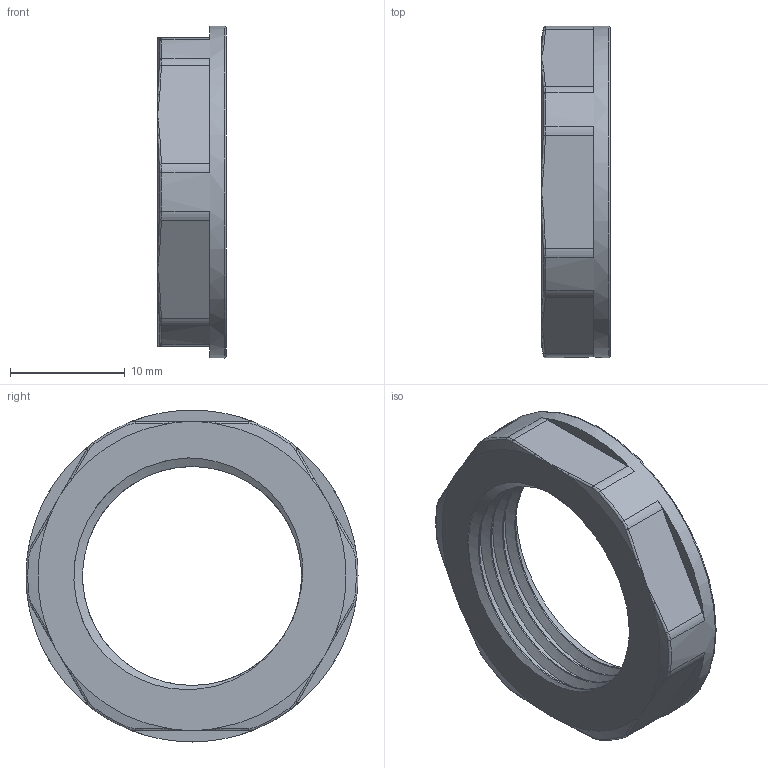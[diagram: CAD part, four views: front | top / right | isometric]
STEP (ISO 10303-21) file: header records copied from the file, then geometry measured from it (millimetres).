
FILE_DESCRIPTION(/* description */ ('Gegenmutter mit Bund PG 13,5'),/* implementation_level */ '2;1');
FILE_NAME(/* name */ '12096413-RST.stp',/* time_stamp */ '2016-04-19T10:20:30+02:00',/* author */ ('SL'),/* organization */ (''),/* preprocessor_version */ 'ST-DEVELOPER v15.2',/* originating_system */ 'Autodesk Inventor 2014',/* authorisation */ '');
FILE_SCHEMA (('AUTOMOTIVE_DESIGN { 1 0 10303 214 3 1 1 }'));
Length unit declared in the file: millimetre
Products named in the file (1): Gegenmutter-04-BT-0001-12096413
Bounding box: 6.01 x 28.98 x 28.98 mm (x, y, z)
Volume: 1847.4 mm3; surface area: 1766.7 mm2
Topology: 1 solids, 1 shells, 81 faces, 204 edges, 113 vertices
Faces by surface type: bspline 38, cylinder 15, plane 15, torus 7, cone 6
Full cylindrical faces by diameter (mm): 28.98 x1
Entity records: 5022 total; most frequent: CARTESIAN_POINT 3331, ORIENTED_EDGE 378, DIRECTION 298, EDGE_CURVE 189, AXIS2_PLACEMENT_3D 133, VERTEX_POINT 112, CIRCLE 89, EDGE_LOOP 85
